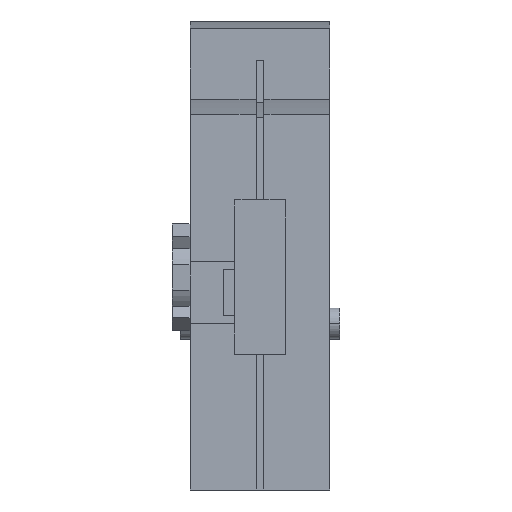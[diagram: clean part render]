
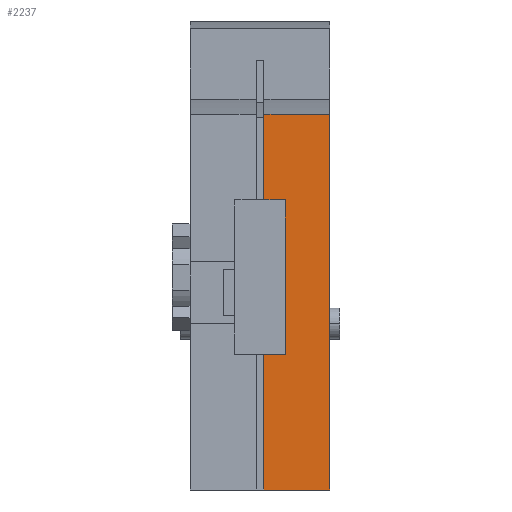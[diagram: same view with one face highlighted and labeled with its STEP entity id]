
A CAD part, front view. The second image highlights one B-rep face of the part: STEP entity #2237.
In plain terms, the highlighted planar face has unit normal (0, -1, 0).
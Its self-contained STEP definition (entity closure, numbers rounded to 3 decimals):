
#2237=ADVANCED_FACE('',(#6017),#6018,.T.);
#4483=VERTEX_POINT('',#8373);
#4485=VERTEX_POINT('',#8375);
#4487=EDGE_CURVE('',#4483,#4485,#8377,.T.);
#4489=VERTEX_POINT('',#8379);
#4491=EDGE_CURVE('',#4489,#4483,#8381,.T.);
#4493=VERTEX_POINT('',#8383);
#4495=EDGE_CURVE('',#4493,#4489,#8385,.T.);
#4497=VERTEX_POINT('',#8387);
#4499=EDGE_CURVE('',#4493,#4497,#8389,.T.);
#4501=VERTEX_POINT('',#8391);
#4503=EDGE_CURVE('',#4497,#4501,#8393,.T.);
#4505=VERTEX_POINT('',#8395);
#4507=EDGE_CURVE('',#4505,#4501,#8397,.F.);
#4509=VERTEX_POINT('',#8399);
#4511=EDGE_CURVE('',#4509,#4505,#8401,.F.);
#4513=EDGE_CURVE('',#4509,#4485,#8403,.T.);
#6017=FACE_OUTER_BOUND('',#9901,.T.);
#6018=PLANE('',#9902);
#8373=CARTESIAN_POINT('',(14.6,0.0,37.5));
#8375=CARTESIAN_POINT('',(11.85,0.0,37.5));
#8377=LINE('',#13917,#13918);
#8379=CARTESIAN_POINT('',(14.6,0.0,17.5));
#8381=LINE('',#13923,#13924);
#8383=CARTESIAN_POINT('',(11.85,0.0,17.5));
#8385=LINE('',#13929,#13930);
#8387=CARTESIAN_POINT('',(11.85,0.0,0.0));
#8389=LINE('',#13935,#13936);
#8391=CARTESIAN_POINT('',(20.35,0.0,0.0));
#8393=LINE('',#13941,#13942);
#8395=CARTESIAN_POINT('',(20.35,0.0,48.554));
#8397=LINE('',#13947,#13948);
#8399=CARTESIAN_POINT('',(11.85,0.0,48.554));
#8401=LINE('',#13953,#13954);
#8403=LINE('',#13957,#13958);
#9901=EDGE_LOOP('',(#17531,#17532,#17533,#17534,#17535,#17536,#17537,#17538));
#9902=AXIS2_PLACEMENT_3D('',#17539,#17540,#17541);
#13917=CARTESIAN_POINT('',(8.475,0.0,37.5));
#13918=VECTOR('',#19276,1.0);
#13923=CARTESIAN_POINT('',(14.6,0.0,33.027));
#13924=VECTOR('',#19277,1.0);
#13929=CARTESIAN_POINT('',(5.225,0.0,17.5));
#13930=VECTOR('',#19278,1.0);
#13935=CARTESIAN_POINT('',(11.85,0.0,24.277));
#13936=VECTOR('',#19279,1.0);
#13941=CARTESIAN_POINT('',(2.35,0.0,0.0));
#13942=VECTOR('',#19280,1.0);
#13947=CARTESIAN_POINT('',(20.35,0.0,24.277));
#13948=VECTOR('',#19281,1.0);
#13953=CARTESIAN_POINT('',(2.35,0.0,48.554));
#13954=VECTOR('',#19282,1.0);
#13957=CARTESIAN_POINT('',(11.85,0.0,24.277));
#13958=VECTOR('',#19283,1.0);
#17531=ORIENTED_EDGE('',*,*,#4487,.F.);
#17532=ORIENTED_EDGE('',*,*,#4491,.F.);
#17533=ORIENTED_EDGE('',*,*,#4495,.F.);
#17534=ORIENTED_EDGE('',*,*,#4499,.T.);
#17535=ORIENTED_EDGE('',*,*,#4503,.T.);
#17536=ORIENTED_EDGE('',*,*,#4507,.F.);
#17537=ORIENTED_EDGE('',*,*,#4511,.F.);
#17538=ORIENTED_EDGE('',*,*,#4513,.T.);
#17539=CARTESIAN_POINT('',(2.35,0.0,48.554));
#17540=DIRECTION('',(0.0,-1.0,0.0));
#17541=DIRECTION('',(0.0,0.0,1.0));
#19276=DIRECTION('',(-1.0,0.0,0.0));
#19277=DIRECTION('',(0.0,0.0,1.0));
#19278=DIRECTION('',(1.0,0.0,0.0));
#19279=DIRECTION('',(0.0,0.0,-1.0));
#19280=DIRECTION('',(1.0,0.0,0.0));
#19281=DIRECTION('',(0.0,0.0,1.0));
#19282=DIRECTION('',(-1.0,0.0,0.0));
#19283=DIRECTION('',(0.0,0.0,-1.0));
